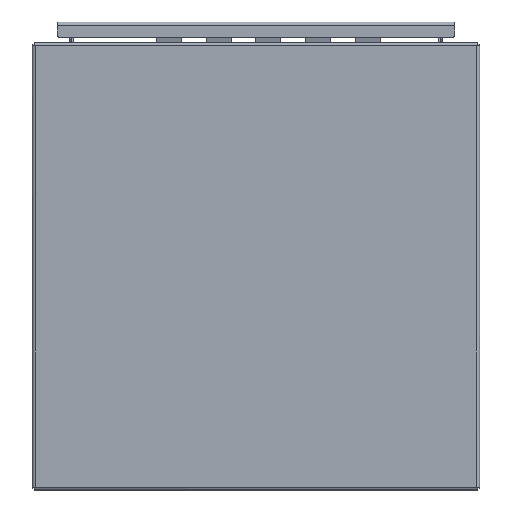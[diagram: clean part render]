
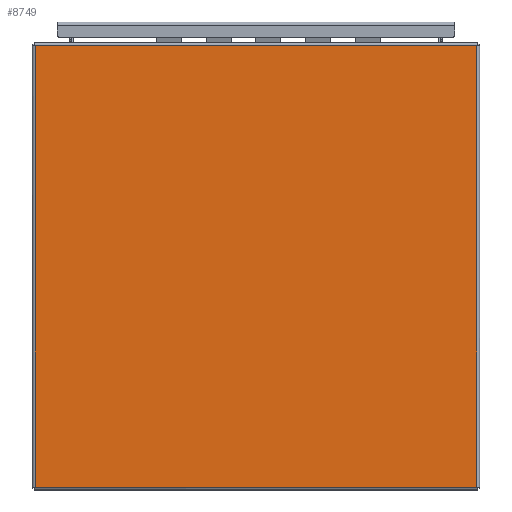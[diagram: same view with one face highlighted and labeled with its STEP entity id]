
A CAD part, top view. The second image highlights one B-rep face of the part: STEP entity #8749.
In plain terms, the highlighted planar face has unit normal (0, 0, 1).
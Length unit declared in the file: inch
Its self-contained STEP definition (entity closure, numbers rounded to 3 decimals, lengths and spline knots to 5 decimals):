
#618 = CARTESIAN_POINT ( 'NONE',  ( -8.892, -8.892, 0. ) ) ;
#700 = VECTOR ( 'NONE', #1747, 39.37008 ) ;
#756 = VERTEX_POINT ( 'NONE', #12895 ) ;
#1530 = ORIENTED_EDGE ( 'NONE', *, *, #19926, .F. ) ;
#1747 = DIRECTION ( 'NONE',  ( 0., 1., 0. ) ) ;
#1884 = PLANE ( 'NONE',  #19335 ) ;
#2197 = CARTESIAN_POINT ( 'NONE',  ( -8.892, -8.892, 0. ) ) ;
#2357 = DIRECTION ( 'NONE',  ( 1., 0., 0. ) ) ;
#2542 = EDGE_LOOP ( 'NONE', ( #14339, #1530, #15973, #11794 ) ) ;
#3237 = LINE ( 'NONE', #2197, #4430 ) ;
#3596 = FACE_OUTER_BOUND ( 'NONE', #2542, .T. ) ;
#4430 = VECTOR ( 'NONE', #13336, 39.37008 ) ;
#5501 = VERTEX_POINT ( 'NONE', #618 ) ;
#8687 = EDGE_CURVE ( 'NONE', #13263, #10089, #18463, .T. ) ;
#8749 = ADVANCED_FACE ( 'NONE', ( #3596 ), #1884, .T. ) ;
#8919 = LINE ( 'NONE', #17280, #700 ) ;
#9074 = CARTESIAN_POINT ( 'NONE',  ( -8.892, 8.892, 0. ) ) ;
#10089 = VERTEX_POINT ( 'NONE', #17046 ) ;
#10151 = VECTOR ( 'NONE', #15898, 39.37008 ) ;
#11417 = DIRECTION ( 'NONE',  ( 0., 0., 1. ) ) ;
#11794 = ORIENTED_EDGE ( 'NONE', *, *, #20085, .F. ) ;
#12168 = EDGE_CURVE ( 'NONE', #756, #5501, #3237, .T. ) ;
#12895 = CARTESIAN_POINT ( 'NONE',  ( 8.892, -8.892, 0. ) ) ;
#13263 = VERTEX_POINT ( 'NONE', #9074 ) ;
#13336 = DIRECTION ( 'NONE',  ( -1., 0., 0. ) ) ;
#14339 = ORIENTED_EDGE ( 'NONE', *, *, #8687, .F. ) ;
#15742 = VECTOR ( 'NONE', #19361, 39.37008 ) ;
#15898 = DIRECTION ( 'NONE',  ( 1., 0., 0. ) ) ;
#15973 = ORIENTED_EDGE ( 'NONE', *, *, #12168, .F. ) ;
#17046 = CARTESIAN_POINT ( 'NONE',  ( 8.892, 8.892, 0. ) ) ;
#17280 = CARTESIAN_POINT ( 'NONE',  ( -8.892, 8.892, 0. ) ) ;
#17809 = CARTESIAN_POINT ( 'NONE',  ( 8.892, -8.892, 0. ) ) ;
#18463 = LINE ( 'NONE', #18945, #10151 ) ;
#18945 = CARTESIAN_POINT ( 'NONE',  ( 8.892, 8.892, 0. ) ) ;
#19281 = CARTESIAN_POINT ( 'NONE',  ( -9., -9., 0. ) ) ;
#19335 = AXIS2_PLACEMENT_3D ( 'NONE', #19281, #11417, #2357 ) ;
#19361 = DIRECTION ( 'NONE',  ( 0., -1., 0. ) ) ;
#19883 = LINE ( 'NONE', #17809, #15742 ) ;
#19926 = EDGE_CURVE ( 'NONE', #5501, #13263, #8919, .T. ) ;
#20085 = EDGE_CURVE ( 'NONE', #10089, #756, #19883, .T. ) ;
